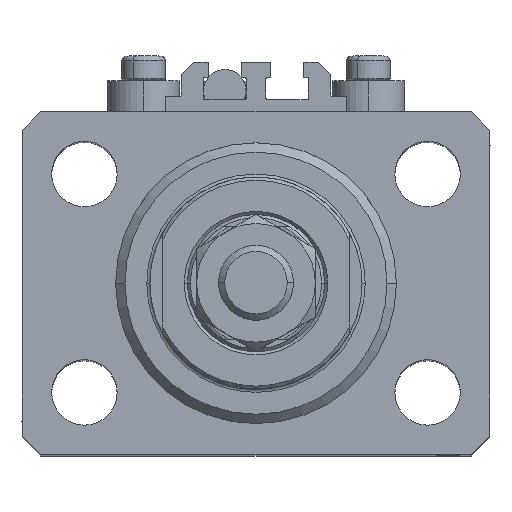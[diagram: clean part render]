
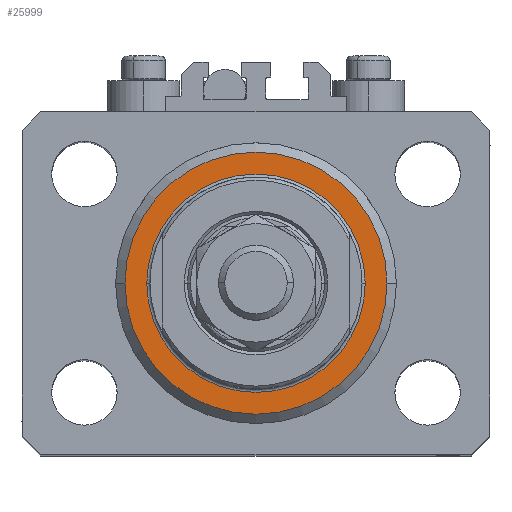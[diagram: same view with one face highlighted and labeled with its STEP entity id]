
A CAD part, top view. The second image highlights one B-rep face of the part: STEP entity #25999.
In plain terms, the highlighted face is planar.
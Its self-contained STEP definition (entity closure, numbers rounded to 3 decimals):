
#5069 = CARTESIAN_POINT ( 'NONE',  ( 21., 0., 0. ) ) ;
#7426 = EDGE_CURVE ( 'NONE', #12580, #22349, #41351, .T. ) ;
#7555 = PLANE ( 'NONE',  #31073 ) ;
#7816 = CARTESIAN_POINT ( 'NONE',  ( 0., 0., 0. ) ) ;
#9052 = CIRCLE ( 'NONE', #11454, 17.5 ) ;
#10794 = DIRECTION ( 'NONE',  ( 0., 0., -1. ) ) ;
#11030 = ORIENTED_EDGE ( 'NONE', *, *, #32532, .T. ) ;
#11454 = AXIS2_PLACEMENT_3D ( 'NONE', #12305, #42705, #15595 ) ;
#12091 = DIRECTION ( 'NONE',  ( 0., 0., 1. ) ) ;
#12305 = CARTESIAN_POINT ( 'NONE',  ( 0., 0., 0. ) ) ;
#12580 = VERTEX_POINT ( 'NONE', #49091 ) ;
#15595 = DIRECTION ( 'NONE',  ( 1., 0., 0. ) ) ;
#17666 = DIRECTION ( 'NONE',  ( 1., 0., 0. ) ) ;
#17763 = ORIENTED_EDGE ( 'NONE', *, *, #33552, .T. ) ;
#18072 = VERTEX_POINT ( 'NONE', #36772 ) ;
#18486 = ORIENTED_EDGE ( 'NONE', *, *, #7426, .T. ) ;
#21661 = DIRECTION ( 'NONE',  ( 0., 0., -1. ) ) ;
#22349 = VERTEX_POINT ( 'NONE', #35904 ) ;
#22876 = AXIS2_PLACEMENT_3D ( 'NONE', #48492, #29629, #41204 ) ;
#23388 = DIRECTION ( 'NONE',  ( 1., 0., 0. ) ) ;
#25999 = ADVANCED_FACE ( 'NONE', ( #30405, #27159 ), #7555, .F. ) ;
#27159 = FACE_OUTER_BOUND ( 'NONE', #35407, .T. ) ;
#28890 = DIRECTION ( 'NONE',  ( 1., 0., 0. ) ) ;
#29629 = DIRECTION ( 'NONE',  ( 0., 0., 1. ) ) ;
#30405 = FACE_BOUND ( 'NONE', #47279, .T. ) ;
#31073 = AXIS2_PLACEMENT_3D ( 'NONE', #7816, #12091, #23388 ) ;
#31910 = CARTESIAN_POINT ( 'NONE',  ( 0., 0., 0. ) ) ;
#32264 = CIRCLE ( 'NONE', #33054, 21. ) ;
#32532 = EDGE_CURVE ( 'NONE', #39174, #18072, #37016, .T. ) ;
#32957 = ORIENTED_EDGE ( 'NONE', *, *, #35026, .T. ) ;
#33054 = AXIS2_PLACEMENT_3D ( 'NONE', #43797, #21661, #17666 ) ;
#33552 = EDGE_CURVE ( 'NONE', #18072, #39174, #32264, .T. ) ;
#35026 = EDGE_CURVE ( 'NONE', #22349, #12580, #9052, .T. ) ;
#35407 = EDGE_LOOP ( 'NONE', ( #11030, #17763 ) ) ;
#35904 = CARTESIAN_POINT ( 'NONE',  ( 17.5, 0., 0. ) ) ;
#36772 = CARTESIAN_POINT ( 'NONE',  ( -21., 0., 0. ) ) ;
#37016 = CIRCLE ( 'NONE', #47493, 21. ) ;
#39174 = VERTEX_POINT ( 'NONE', #5069 ) ;
#41204 = DIRECTION ( 'NONE',  ( 1., 0., 0. ) ) ;
#41351 = CIRCLE ( 'NONE', #22876, 17.5 ) ;
#42705 = DIRECTION ( 'NONE',  ( 0., 0., 1. ) ) ;
#43797 = CARTESIAN_POINT ( 'NONE',  ( 0., 0., 0. ) ) ;
#47279 = EDGE_LOOP ( 'NONE', ( #32957, #18486 ) ) ;
#47493 = AXIS2_PLACEMENT_3D ( 'NONE', #31910, #10794, #28890 ) ;
#48492 = CARTESIAN_POINT ( 'NONE',  ( 0., 0., 0. ) ) ;
#49091 = CARTESIAN_POINT ( 'NONE',  ( -17.5, 0., 0. ) ) ;
